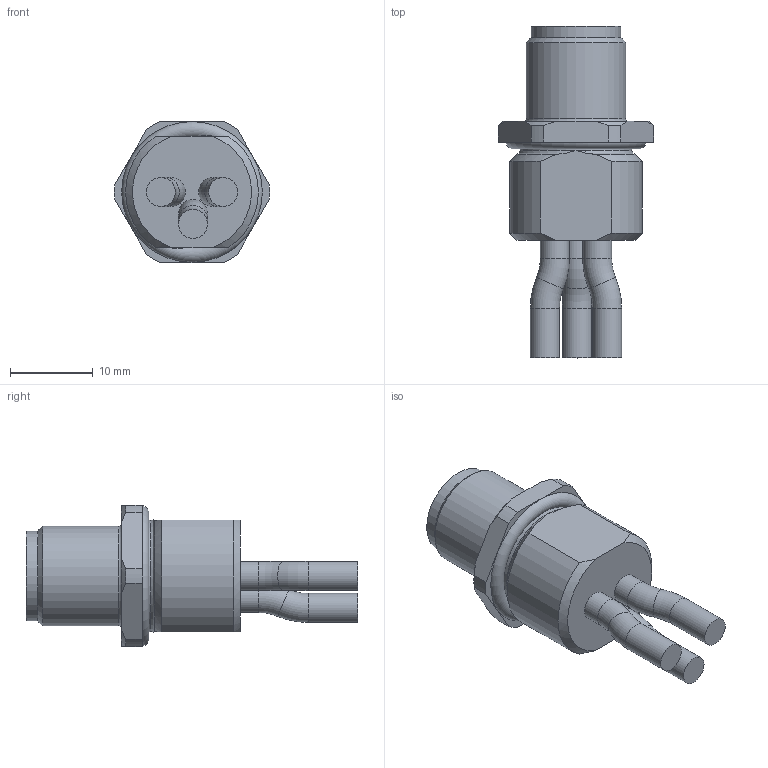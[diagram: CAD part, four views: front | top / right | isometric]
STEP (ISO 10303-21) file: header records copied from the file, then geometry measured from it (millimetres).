
FILE_DESCRIPTION(/* description */ (''),/* implementation_level */ '2;1');
FILE_NAME(/* name */ 'PS-FVM12SU3-m_M16.stp',/* time_stamp */ '2019-01-25T12:54:53+01:00',/* author */ ('ESCHA GmbH & Co. KG'),/* organization */ ('ESCHA GmbH & Co. KG'),/* preprocessor_version */ 'ST-DEVELOPER v16',/* originating_system */ 'SIEMENS PLM Software NX 10.0',/* authorisation */ '');
FILE_SCHEMA (('AUTOMOTIVE_DESIGN { 1 0 10303 214 3 1 1 1 }'));
Length unit declared in the file: millimetre
Products named in the file (1): 5030480__Flanschgehaeuse_part_327379
Bounding box: 18.69 x 40 x 17 mm (x, y, z)
Volume: 4087.2 mm3; surface area: 2689 mm2
Topology: 1 solids, 1 shells, 191 faces, 483 edges, 311 vertices
Faces by surface type: plane 73, cylinder 49, extrusion 33, torus 21, cone 12, sphere 3
Full cylindrical faces by diameter (mm): 1.5 x3, 2.12 x3, 3.5 x6, 8.4 x1, 9 x1, 10.8 x1, 12 x1, 13.5 x1
Entity records: 5832 total; most frequent: CARTESIAN_POINT 1645, ORIENTED_EDGE 862, DIRECTION 750, EDGE_CURVE 431, VERTEX_POINT 299, AXIS2_PLACEMENT_3D 275, EDGE_LOOP 242, VECTOR 200
